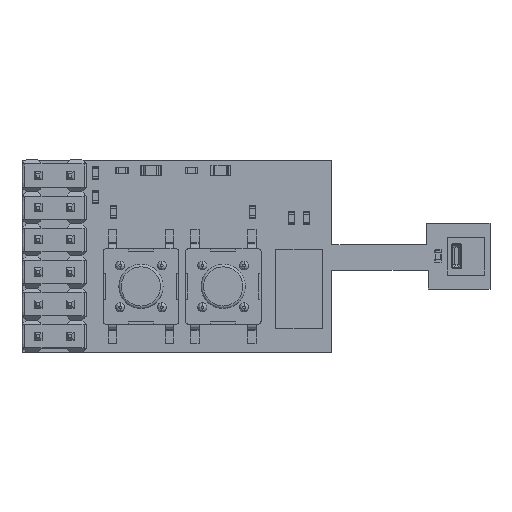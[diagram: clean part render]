
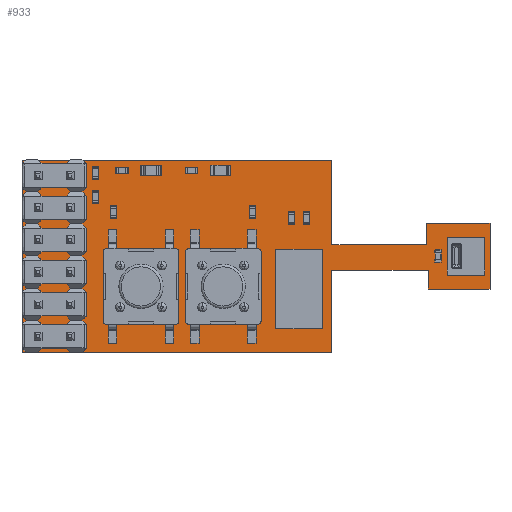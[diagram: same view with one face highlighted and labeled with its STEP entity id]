
A CAD part, top view. The second image highlights one B-rep face of the part: STEP entity #933.
In plain terms, the highlighted planar face has unit normal (0, 0, 1).
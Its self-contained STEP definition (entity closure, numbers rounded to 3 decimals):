
#116 = VERTEX_POINT('',#117);
#117 = CARTESIAN_POINT('',(0.,0.,1.091));
#123 = EDGE_CURVE('',#116,#124,#126,.T.);
#124 = VERTEX_POINT('',#125);
#125 = CARTESIAN_POINT('',(0.,15.2,1.091));
#126 = LINE('',#127,#128);
#127 = CARTESIAN_POINT('',(0.,0.,1.091));
#128 = VECTOR('',#129,1.);
#129 = DIRECTION('',(0.,1.,0.));
#154 = EDGE_CURVE('',#124,#155,#157,.T.);
#155 = VERTEX_POINT('',#156);
#156 = CARTESIAN_POINT('',(24.5,15.2,1.091));
#157 = LINE('',#158,#159);
#158 = CARTESIAN_POINT('',(0.,15.2,1.091));
#159 = VECTOR('',#160,1.);
#160 = DIRECTION('',(1.,0.,0.));
#185 = EDGE_CURVE('',#155,#186,#188,.T.);
#186 = VERTEX_POINT('',#187);
#187 = CARTESIAN_POINT('',(24.5,8.5,1.091));
#188 = LINE('',#189,#190);
#189 = CARTESIAN_POINT('',(24.5,15.2,1.091));
#190 = VECTOR('',#191,1.);
#191 = DIRECTION('',(0.,-1.,0.));
#216 = EDGE_CURVE('',#186,#217,#219,.T.);
#217 = VERTEX_POINT('',#218);
#218 = CARTESIAN_POINT('',(32.,8.5,1.091));
#219 = LINE('',#220,#221);
#220 = CARTESIAN_POINT('',(24.5,8.5,1.091));
#221 = VECTOR('',#222,1.);
#222 = DIRECTION('',(1.,0.,0.));
#247 = EDGE_CURVE('',#217,#248,#250,.T.);
#248 = VERTEX_POINT('',#249);
#249 = CARTESIAN_POINT('',(32.,10.2,1.091));
#250 = LINE('',#251,#252);
#251 = CARTESIAN_POINT('',(32.,8.5,1.091));
#252 = VECTOR('',#253,1.);
#253 = DIRECTION('',(0.,1.,0.));
#278 = EDGE_CURVE('',#248,#279,#281,.T.);
#279 = VERTEX_POINT('',#280);
#280 = CARTESIAN_POINT('',(37.,10.2,1.091));
#281 = LINE('',#282,#283);
#282 = CARTESIAN_POINT('',(32.,10.2,1.091));
#283 = VECTOR('',#284,1.);
#284 = DIRECTION('',(1.,0.,0.));
#309 = EDGE_CURVE('',#279,#310,#312,.T.);
#310 = VERTEX_POINT('',#311);
#311 = CARTESIAN_POINT('',(37.,5.,1.091));
#312 = LINE('',#313,#314);
#313 = CARTESIAN_POINT('',(37.,10.2,1.091));
#314 = VECTOR('',#315,1.);
#315 = DIRECTION('',(0.,-1.,0.));
#340 = EDGE_CURVE('',#310,#341,#343,.T.);
#341 = VERTEX_POINT('',#342);
#342 = CARTESIAN_POINT('',(32.1,5.,1.091));
#343 = LINE('',#344,#345);
#344 = CARTESIAN_POINT('',(37.,5.,1.091));
#345 = VECTOR('',#346,1.);
#346 = DIRECTION('',(-1.,0.,0.));
#371 = EDGE_CURVE('',#341,#372,#374,.T.);
#372 = VERTEX_POINT('',#373);
#373 = CARTESIAN_POINT('',(32.1,6.5,1.091));
#374 = LINE('',#375,#376);
#375 = CARTESIAN_POINT('',(32.1,5.,1.091));
#376 = VECTOR('',#377,1.);
#377 = DIRECTION('',(0.,1.,0.));
#402 = EDGE_CURVE('',#372,#403,#405,.T.);
#403 = VERTEX_POINT('',#404);
#404 = CARTESIAN_POINT('',(24.5,6.5,1.091));
#405 = LINE('',#406,#407);
#406 = CARTESIAN_POINT('',(32.1,6.5,1.091));
#407 = VECTOR('',#408,1.);
#408 = DIRECTION('',(-1.,0.,0.));
#433 = EDGE_CURVE('',#403,#434,#436,.T.);
#434 = VERTEX_POINT('',#435);
#435 = CARTESIAN_POINT('',(24.5,0.,1.091));
#436 = LINE('',#437,#438);
#437 = CARTESIAN_POINT('',(24.5,6.5,1.091));
#438 = VECTOR('',#439,1.);
#439 = DIRECTION('',(0.,-1.,0.));
#464 = EDGE_CURVE('',#434,#116,#465,.T.);
#465 = LINE('',#466,#467);
#466 = CARTESIAN_POINT('',(24.5,0.,1.091));
#467 = VECTOR('',#468,1.);
#468 = DIRECTION('',(-1.,0.,0.));
#488 = VERTEX_POINT('',#489);
#489 = CARTESIAN_POINT('',(1.76,6.34,1.091));
#495 = EDGE_CURVE('',#488,#488,#496,.T.);
#496 = CIRCLE('',#497,0.5);
#497 = AXIS2_PLACEMENT_3D('',#498,#499,#500);
#498 = CARTESIAN_POINT('',(1.26,6.34,1.091));
#499 = DIRECTION('',(0.,0.,1.));
#500 = DIRECTION('',(1.,0.,0.));
#521 = VERTEX_POINT('',#522);
#522 = CARTESIAN_POINT('',(1.76,1.26,1.091));
#528 = EDGE_CURVE('',#521,#521,#529,.T.);
#529 = CIRCLE('',#530,0.5);
#530 = AXIS2_PLACEMENT_3D('',#531,#532,#533);
#531 = CARTESIAN_POINT('',(1.26,1.26,1.091));
#532 = DIRECTION('',(0.,0.,1.));
#533 = DIRECTION('',(1.,0.,0.));
#554 = VERTEX_POINT('',#555);
#555 = CARTESIAN_POINT('',(1.76,3.8,1.091));
#561 = EDGE_CURVE('',#554,#554,#562,.T.);
#562 = CIRCLE('',#563,0.5);
#563 = AXIS2_PLACEMENT_3D('',#564,#565,#566);
#564 = CARTESIAN_POINT('',(1.26,3.8,1.091));
#565 = DIRECTION('',(0.,0.,1.));
#566 = DIRECTION('',(1.,0.,0.));
#587 = VERTEX_POINT('',#588);
#588 = CARTESIAN_POINT('',(1.76,13.96,1.091));
#594 = EDGE_CURVE('',#587,#587,#595,.T.);
#595 = CIRCLE('',#596,0.5);
#596 = AXIS2_PLACEMENT_3D('',#597,#598,#599);
#597 = CARTESIAN_POINT('',(1.26,13.96,1.091));
#598 = DIRECTION('',(0.,0.,1.));
#599 = DIRECTION('',(1.,0.,0.));
#620 = VERTEX_POINT('',#621);
#621 = CARTESIAN_POINT('',(1.76,8.88,1.091));
#627 = EDGE_CURVE('',#620,#620,#628,.T.);
#628 = CIRCLE('',#629,0.5);
#629 = AXIS2_PLACEMENT_3D('',#630,#631,#632);
#630 = CARTESIAN_POINT('',(1.26,8.88,1.091));
#631 = DIRECTION('',(0.,0.,1.));
#632 = DIRECTION('',(1.,0.,0.));
#653 = VERTEX_POINT('',#654);
#654 = CARTESIAN_POINT('',(1.76,11.42,1.091));
#660 = EDGE_CURVE('',#653,#653,#661,.T.);
#661 = CIRCLE('',#662,0.5);
#662 = AXIS2_PLACEMENT_3D('',#663,#664,#665);
#663 = CARTESIAN_POINT('',(1.26,11.42,1.091));
#664 = DIRECTION('',(0.,0.,1.));
#665 = DIRECTION('',(1.,0.,0.));
#686 = VERTEX_POINT('',#687);
#687 = CARTESIAN_POINT('',(4.3,6.34,1.091));
#693 = EDGE_CURVE('',#686,#686,#694,.T.);
#694 = CIRCLE('',#695,0.5);
#695 = AXIS2_PLACEMENT_3D('',#696,#697,#698);
#696 = CARTESIAN_POINT('',(3.8,6.34,1.091));
#697 = DIRECTION('',(0.,0.,1.));
#698 = DIRECTION('',(1.,0.,0.));
#719 = VERTEX_POINT('',#720);
#720 = CARTESIAN_POINT('',(4.3,1.26,1.091));
#726 = EDGE_CURVE('',#719,#719,#727,.T.);
#727 = CIRCLE('',#728,0.5);
#728 = AXIS2_PLACEMENT_3D('',#729,#730,#731);
#729 = CARTESIAN_POINT('',(3.8,1.26,1.091));
#730 = DIRECTION('',(0.,0.,1.));
#731 = DIRECTION('',(1.,0.,0.));
#752 = VERTEX_POINT('',#753);
#753 = CARTESIAN_POINT('',(4.3,3.8,1.091));
#759 = EDGE_CURVE('',#752,#752,#760,.T.);
#760 = CIRCLE('',#761,0.5);
#761 = AXIS2_PLACEMENT_3D('',#762,#763,#764);
#762 = CARTESIAN_POINT('',(3.8,3.8,1.091));
#763 = DIRECTION('',(0.,0.,1.));
#764 = DIRECTION('',(1.,0.,0.));
#785 = VERTEX_POINT('',#786);
#786 = CARTESIAN_POINT('',(4.3,13.96,1.091));
#792 = EDGE_CURVE('',#785,#785,#793,.T.);
#793 = CIRCLE('',#794,0.5);
#794 = AXIS2_PLACEMENT_3D('',#795,#796,#797);
#795 = CARTESIAN_POINT('',(3.8,13.96,1.091));
#796 = DIRECTION('',(0.,0.,1.));
#797 = DIRECTION('',(1.,0.,0.));
#818 = VERTEX_POINT('',#819);
#819 = CARTESIAN_POINT('',(4.3,8.88,1.091));
#825 = EDGE_CURVE('',#818,#818,#826,.T.);
#826 = CIRCLE('',#827,0.5);
#827 = AXIS2_PLACEMENT_3D('',#828,#829,#830);
#828 = CARTESIAN_POINT('',(3.8,8.88,1.091));
#829 = DIRECTION('',(0.,0.,1.));
#830 = DIRECTION('',(1.,0.,0.));
#851 = VERTEX_POINT('',#852);
#852 = CARTESIAN_POINT('',(4.3,11.42,1.091));
#858 = EDGE_CURVE('',#851,#851,#859,.T.);
#859 = CIRCLE('',#860,0.5);
#860 = AXIS2_PLACEMENT_3D('',#861,#862,#863);
#861 = CARTESIAN_POINT('',(3.8,11.42,1.091));
#862 = DIRECTION('',(0.,0.,1.));
#863 = DIRECTION('',(1.,0.,0.));
#933 = ADVANCED_FACE('',(#934,#948,#951,#954,#957,#960,#963,#966,#969,
    #972,#975,#978,#981),#984,.T.);
#934 = FACE_BOUND('',#935,.F.);
#935 = EDGE_LOOP('',(#936,#937,#938,#939,#940,#941,#942,#943,#944,#945,
    #946,#947));
#936 = ORIENTED_EDGE('',*,*,#123,.T.);
#937 = ORIENTED_EDGE('',*,*,#154,.T.);
#938 = ORIENTED_EDGE('',*,*,#185,.T.);
#939 = ORIENTED_EDGE('',*,*,#216,.T.);
#940 = ORIENTED_EDGE('',*,*,#247,.T.);
#941 = ORIENTED_EDGE('',*,*,#278,.T.);
#942 = ORIENTED_EDGE('',*,*,#309,.T.);
#943 = ORIENTED_EDGE('',*,*,#340,.T.);
#944 = ORIENTED_EDGE('',*,*,#371,.T.);
#945 = ORIENTED_EDGE('',*,*,#402,.T.);
#946 = ORIENTED_EDGE('',*,*,#433,.T.);
#947 = ORIENTED_EDGE('',*,*,#464,.T.);
#948 = FACE_BOUND('',#949,.T.);
#949 = EDGE_LOOP('',(#950));
#950 = ORIENTED_EDGE('',*,*,#495,.F.);
#951 = FACE_BOUND('',#952,.T.);
#952 = EDGE_LOOP('',(#953));
#953 = ORIENTED_EDGE('',*,*,#528,.F.);
#954 = FACE_BOUND('',#955,.T.);
#955 = EDGE_LOOP('',(#956));
#956 = ORIENTED_EDGE('',*,*,#561,.F.);
#957 = FACE_BOUND('',#958,.T.);
#958 = EDGE_LOOP('',(#959));
#959 = ORIENTED_EDGE('',*,*,#594,.F.);
#960 = FACE_BOUND('',#961,.T.);
#961 = EDGE_LOOP('',(#962));
#962 = ORIENTED_EDGE('',*,*,#627,.F.);
#963 = FACE_BOUND('',#964,.T.);
#964 = EDGE_LOOP('',(#965));
#965 = ORIENTED_EDGE('',*,*,#660,.F.);
#966 = FACE_BOUND('',#967,.T.);
#967 = EDGE_LOOP('',(#968));
#968 = ORIENTED_EDGE('',*,*,#693,.F.);
#969 = FACE_BOUND('',#970,.T.);
#970 = EDGE_LOOP('',(#971));
#971 = ORIENTED_EDGE('',*,*,#726,.F.);
#972 = FACE_BOUND('',#973,.T.);
#973 = EDGE_LOOP('',(#974));
#974 = ORIENTED_EDGE('',*,*,#759,.F.);
#975 = FACE_BOUND('',#976,.T.);
#976 = EDGE_LOOP('',(#977));
#977 = ORIENTED_EDGE('',*,*,#792,.F.);
#978 = FACE_BOUND('',#979,.T.);
#979 = EDGE_LOOP('',(#980));
#980 = ORIENTED_EDGE('',*,*,#825,.F.);
#981 = FACE_BOUND('',#982,.T.);
#982 = EDGE_LOOP('',(#983));
#983 = ORIENTED_EDGE('',*,*,#858,.F.);
#984 = PLANE('',#985);
#985 = AXIS2_PLACEMENT_3D('',#986,#987,#988);
#986 = CARTESIAN_POINT('',(0.,0.,1.091));
#987 = DIRECTION('',(0.,0.,1.));
#988 = DIRECTION('',(1.,0.,0.));
